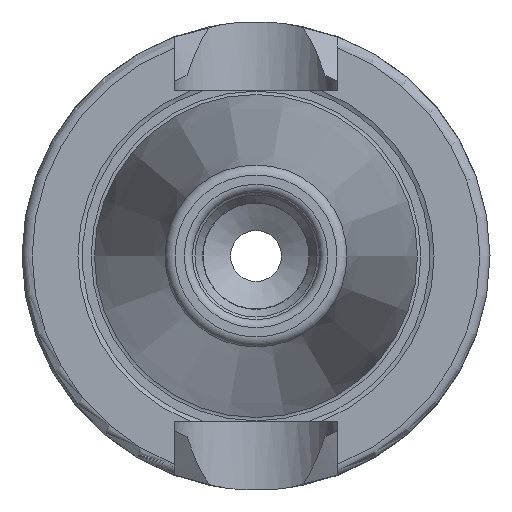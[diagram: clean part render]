
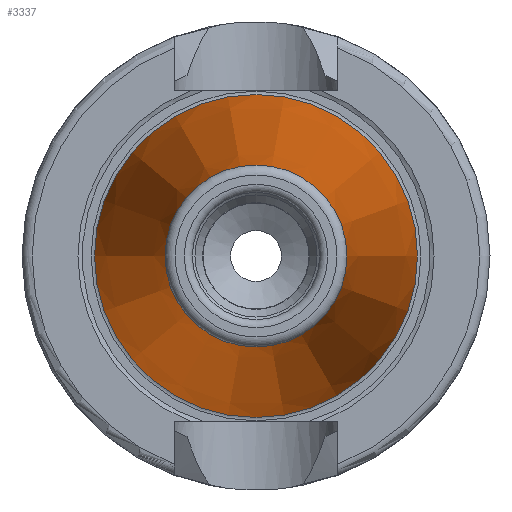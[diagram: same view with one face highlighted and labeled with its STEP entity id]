
A CAD part, left-side view. The second image highlights one B-rep face of the part: STEP entity #3337.
In plain terms, the highlighted conical face has half-angle 8.297 degrees and reference radius 12.408 mm.
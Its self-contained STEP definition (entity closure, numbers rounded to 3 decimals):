
#3303=CARTESIAN_POINT('',(-47.544,8.941,0.0));
#3304=VERTEX_POINT('',#3303);
#3305=CARTESIAN_POINT('',(-47.544,0.,0.0));
#3306=DIRECTION('',(1.0,0.0,0.0));
#3307=DIRECTION('',(0.0,1.0,0.0));
#3308=AXIS2_PLACEMENT_3D('',#3305,#3306,#3307);
#3309=CIRCLE('',#3308,8.941);
#3310=EDGE_CURVE('',#3304,#3304,#3309,.T.);
#3318=CARTESIAN_POINT('',(-23.772,0.,0.0));
#3319=DIRECTION('',(1.0,0.,0.0));
#3320=DIRECTION('',(0.0,1.0,0.0));
#3321=AXIS2_PLACEMENT_3D('',#3318,#3319,#3320);
#3322=CONICAL_SURFACE('',#3321,12.408,8.297);
#3323=CARTESIAN_POINT('',(0.,15.875,0.0));
#3324=VERTEX_POINT('',#3323);
#3325=CARTESIAN_POINT('',(0.,0.,0.0));
#3326=DIRECTION('',(1.0,0.0,0.0));
#3327=DIRECTION('',(0.0,1.0,0.0));
#3328=AXIS2_PLACEMENT_3D('',#3325,#3326,#3327);
#3329=CIRCLE('',#3328,15.875);
#3330=EDGE_CURVE('',#3324,#3324,#3329,.T.);
#3331=ORIENTED_EDGE('',*,*,#3330,.F.);
#3332=EDGE_LOOP('',(#3331));
#3333=FACE_OUTER_BOUND('',#3332,.T.);
#3334=ORIENTED_EDGE('',*,*,#3310,.T.);
#3335=EDGE_LOOP('',(#3334));
#3336=FACE_BOUND('',#3335,.T.);
#3337=ADVANCED_FACE('',(#3333,#3336),#3322,.T.);
